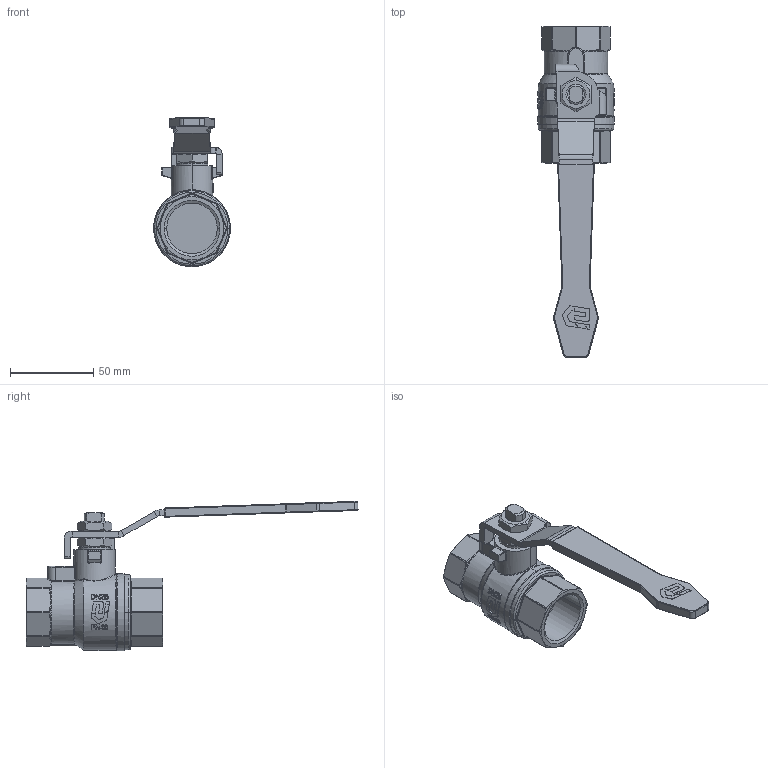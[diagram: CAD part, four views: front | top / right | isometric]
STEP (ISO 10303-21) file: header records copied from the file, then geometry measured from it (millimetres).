
FILE_DESCRIPTION(('HOOPS Exchange Step'),'2;1');
FILE_NAME('GK07_DN25.stp','2025-11-07T13:29:53+01:00',('nieru'),('Unknown organisation'),'HOOPS Exchange 2024.2','HOOPS Exchange','Unknown authorisation');
FILE_SCHEMA( ('AP203_CONFIGURATION_CONTROLLED_3D_DESIGN_OF_MECHANICAL_PARTS_AND_ASSEMBLIES_MIM_LF') );
Length unit declared in the file: millimetre
Products named in the file (2): 0; root
Assembly tree (1 placements, depth 2):
  root
    0
Bounding box: 46 x 198.9 x 89.5 mm (x, y, z)
Volume: 110641.8 mm3; surface area: 30214.7 mm2
Topology: 1 solids, 1 shells, 908 faces, 2341 edges, 1433 vertices
Faces by surface type: bspline 304, plane 249, cylinder 236, cone 54, torus 48, sphere 17
Entity records: 37636 total; most frequent: CARTESIAN_POINT 18814, ORIENTED_EDGE 4582, DIRECTION 2740, EDGE_CURVE 2291, VERTEX_POINT 1433, B_SPLINE_CURVE_WITH_KNOTS 1090, AXIS2_PLACEMENT_3D 1035, EDGE_LOOP 956
